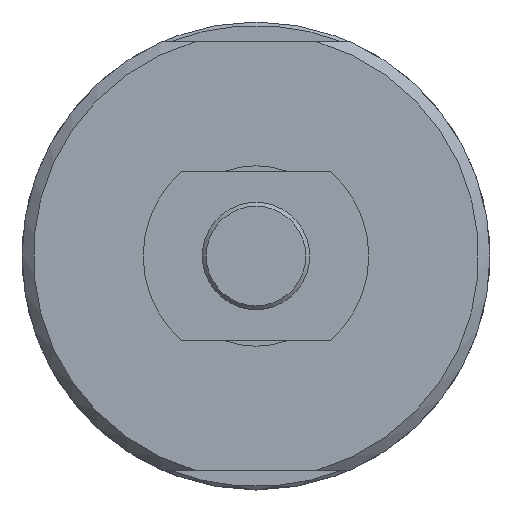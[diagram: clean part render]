
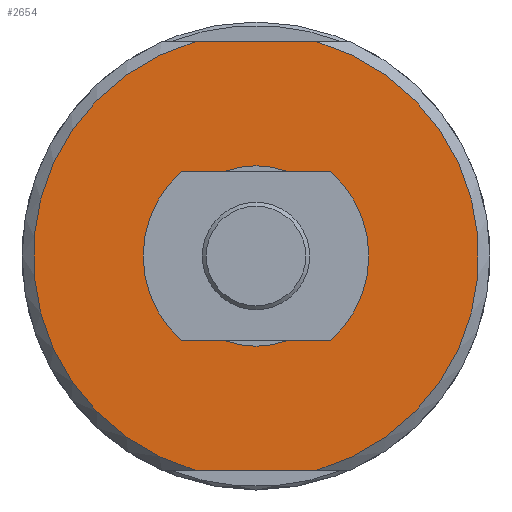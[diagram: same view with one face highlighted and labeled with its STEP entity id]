
A CAD part, left-side view. The second image highlights one B-rep face of the part: STEP entity #2654.
In plain terms, the highlighted planar face has unit normal (-1, 0, 0).
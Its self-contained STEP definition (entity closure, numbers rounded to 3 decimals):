
#114=LINE('',#3911,#353);
#118=LINE('',#3927,#357);
#353=VECTOR('',#3161,10.);
#357=VECTOR('',#3169,10.);
#734=FACE_BOUND('',#932,.T.);
#780=FACE_OUTER_BOUND('',#931,.T.);
#931=EDGE_LOOP('',(#1930,#1931,#1932,#1933));
#932=EDGE_LOOP('',(#1934,#1935));
#1088=CIRCLE('',#2851,19.75);
#1091=CIRCLE('',#2856,8.);
#1092=CIRCLE('',#2857,8.);
#1093=CIRCLE('',#2859,19.75);
#1199=VERTEX_POINT('',#3906);
#1200=VERTEX_POINT('',#3910);
#1203=VERTEX_POINT('',#3922);
#1204=VERTEX_POINT('',#3926);
#1207=VERTEX_POINT('',#3941);
#1208=VERTEX_POINT('',#3943);
#1468=EDGE_CURVE('',#1200,#1199,#114,.T.);
#1474=EDGE_CURVE('',#1204,#1203,#118,.T.);
#1477=EDGE_CURVE('',#1200,#1203,#1088,.T.);
#1481=EDGE_CURVE('',#1208,#1207,#1091,.T.);
#1482=EDGE_CURVE('',#1207,#1208,#1092,.T.);
#1483=EDGE_CURVE('',#1204,#1199,#1093,.T.);
#1930=ORIENTED_EDGE('',*,*,#1468,.T.);
#1931=ORIENTED_EDGE('',*,*,#1483,.F.);
#1932=ORIENTED_EDGE('',*,*,#1474,.T.);
#1933=ORIENTED_EDGE('',*,*,#1477,.F.);
#1934=ORIENTED_EDGE('',*,*,#1481,.T.);
#1935=ORIENTED_EDGE('',*,*,#1482,.T.);
#2542=PLANE('',#2858);
#2654=ADVANCED_FACE('',(#780,#734),#2542,.T.);
#2851=AXIS2_PLACEMENT_3D('',#3934,#3176,#3177);
#2856=AXIS2_PLACEMENT_3D('',#3944,#3187,#3188);
#2857=AXIS2_PLACEMENT_3D('',#3945,#3189,#3190);
#2858=AXIS2_PLACEMENT_3D('',#3946,#3191,#3192);
#2859=AXIS2_PLACEMENT_3D('',#3947,#3193,#3194);
#3161=DIRECTION('',(0.,1.,0.));
#3169=DIRECTION('',(0.,-1.,0.));
#3176=DIRECTION('center_axis',(1.,0.,0.));
#3177=DIRECTION('ref_axis',(0.,-1.,0.));
#3187=DIRECTION('center_axis',(1.,0.,0.));
#3188=DIRECTION('ref_axis',(0.,-1.,0.));
#3189=DIRECTION('center_axis',(1.,0.,0.));
#3190=DIRECTION('ref_axis',(0.,-1.,0.));
#3191=DIRECTION('center_axis',(-1.,0.,0.));
#3192=DIRECTION('ref_axis',(0.,0.,
-1.));
#3193=DIRECTION('center_axis',(1.,0.,0.));
#3194=DIRECTION('ref_axis',(0.,-1.,0.));
#3906=CARTESIAN_POINT('',(-87.5,5.391,19.));
#3910=CARTESIAN_POINT('',(-87.5,-5.391,19.));
#3911=CARTESIAN_POINT('',(-87.5,-1.392,19.));
#3922=CARTESIAN_POINT('',(-87.5,-5.391,-19.));
#3926=CARTESIAN_POINT('',(-87.5,5.391,-19.));
#3927=CARTESIAN_POINT('',(-87.5,-12.483,-19.));
#3934=CARTESIAN_POINT('Origin',(-87.5,0.,
0.));
#3941=CARTESIAN_POINT('',(-87.5,8.,0.));
#3943=CARTESIAN_POINT('',(-87.5,-8.,0.));
#3944=CARTESIAN_POINT('Origin',(-87.5,0.,
0.));
#3945=CARTESIAN_POINT('Origin',(-87.5,0.,
0.));
#3946=CARTESIAN_POINT('Origin',(-87.5,-13.875,0.));
#3947=CARTESIAN_POINT('Origin',(-87.5,0.,
0.));
